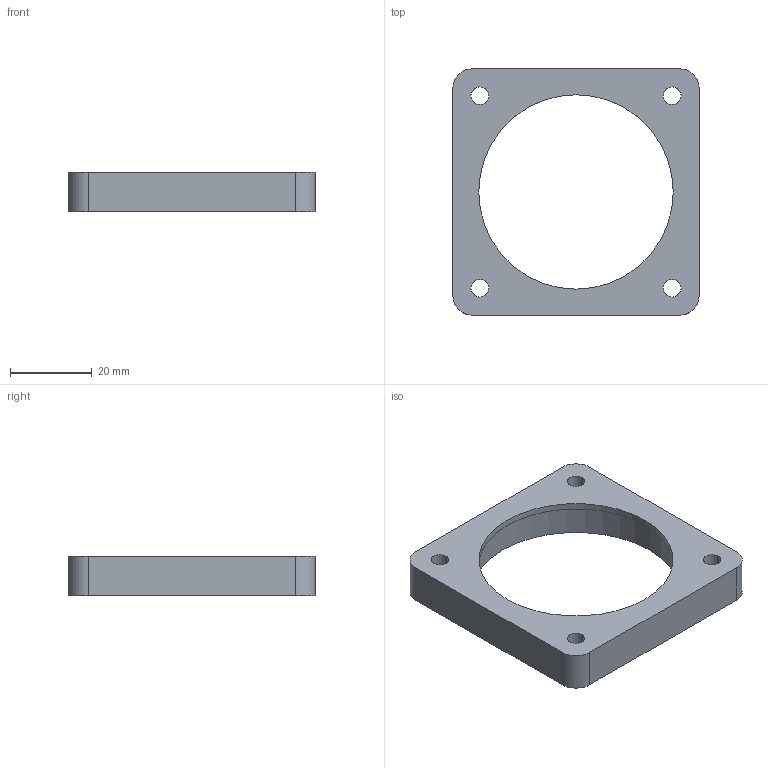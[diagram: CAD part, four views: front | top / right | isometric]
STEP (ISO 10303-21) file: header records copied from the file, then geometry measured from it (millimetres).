
FILE_DESCRIPTION (( 'STEP AP214' ), '1' );
FILE_NAME ('Airspeed Indicator Bezel.STEP', '2021-03-24T04:43:06', ( '' ), ( '' ), 'SwSTEP 2.0', 'SolidWorks 2019', '' );
FILE_SCHEMA (( 'AUTOMOTIVE_DESIGN' ));
Length unit declared in the file: inch
Products named in the file (1): Airspeed Indicator Bezel
Bounding box: 60.33 x 60.33 x 9.72 mm (x, y, z)
Volume: 15376.7 mm3; surface area: 7882.5 mm2
Topology: 1 solids, 1 shells, 23 faces, 60 edges, 40 vertices
Faces by surface type: cylinder 16, plane 7
Entity records: 786 total; most frequent: DIRECTION 140, CARTESIAN_POINT 124, ORIENTED_EDGE 120, EDGE_CURVE 60, AXIS2_PLACEMENT_3D 56, VERTEX_POINT 40, EDGE_LOOP 34, CIRCLE 32
